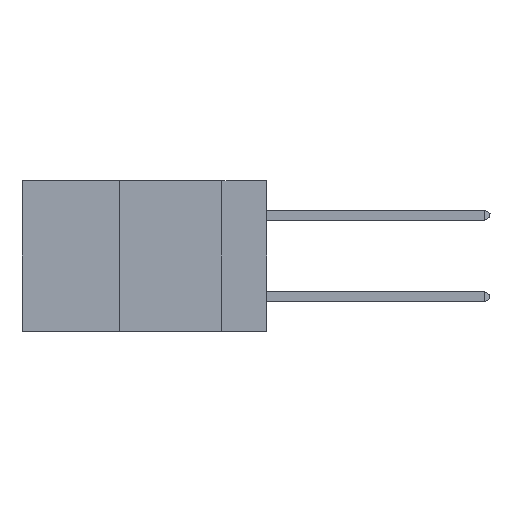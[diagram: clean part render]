
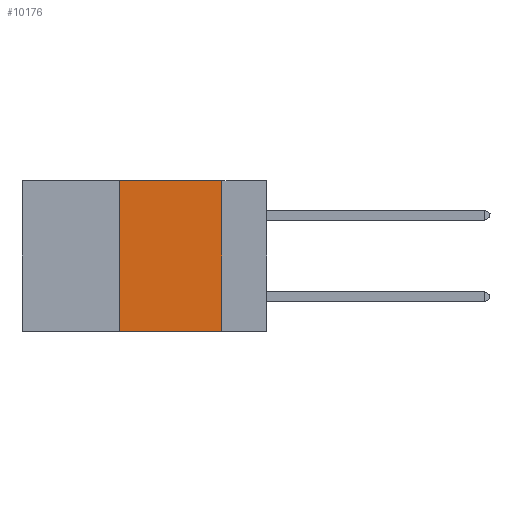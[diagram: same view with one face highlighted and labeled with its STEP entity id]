
A CAD part, left-side view. The second image highlights one B-rep face of the part: STEP entity #10176.
In plain terms, the highlighted planar face has unit normal (-1, 0, 0).
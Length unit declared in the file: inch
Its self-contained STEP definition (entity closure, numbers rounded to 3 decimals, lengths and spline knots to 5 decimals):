
#1241 = DIRECTION ( 'NONE',  ( 0., -1., 0. ) ) ;
#1267 = DIRECTION ( 'NONE',  ( 1., 0., 0. ) ) ;
#1380 = CARTESIAN_POINT ( 'NONE',  ( 0., 0.11, -0.37 ) ) ;
#3875 = VERTEX_POINT ( 'NONE', #41189 ) ;
#6345 = EDGE_CURVE ( 'NONE', #16755, #37225, #14896, .T. ) ;
#10176 = ADVANCED_FACE ( 'NONE', ( #19919 ), #33725, .F. ) ;
#11163 = EDGE_CURVE ( 'NONE', #3875, #32952, #24945, .T. ) ;
#11231 = EDGE_LOOP ( 'NONE', ( #27989, #26509, #31210, #25813 ) ) ;
#13557 = CARTESIAN_POINT ( 'NONE',  ( 0., 0.36, -0.37 ) ) ;
#14896 = LINE ( 'NONE', #34251, #17301 ) ;
#15989 = DIRECTION ( 'NONE',  ( 0., 0., 1. ) ) ;
#16363 = DIRECTION ( 'NONE',  ( 0., -1., 0. ) ) ;
#16755 = VERTEX_POINT ( 'NONE', #13557 ) ;
#17301 = VECTOR ( 'NONE', #16363, 39.37008 ) ;
#17317 = CARTESIAN_POINT ( 'NONE',  ( 0., 0.6, 0. ) ) ;
#19723 = EDGE_CURVE ( 'NONE', #16755, #3875, #34362, .T. ) ;
#19919 = FACE_OUTER_BOUND ( 'NONE', #11231, .T. ) ;
#21115 = CARTESIAN_POINT ( 'NONE',  ( 0., 0.6, 0. ) ) ;
#22417 = VECTOR ( 'NONE', #15989, 39.37008 ) ;
#23325 = DIRECTION ( 'NONE',  ( 0., 0., -1. ) ) ;
#24039 = CARTESIAN_POINT ( 'NONE',  ( 0., 0.36, 0. ) ) ;
#24945 = LINE ( 'NONE', #17317, #28403 ) ;
#25813 = ORIENTED_EDGE ( 'NONE', *, *, #6345, .T. ) ;
#26509 = ORIENTED_EDGE ( 'NONE', *, *, #11163, .F. ) ;
#27989 = ORIENTED_EDGE ( 'NONE', *, *, #34719, .F. ) ;
#28403 = VECTOR ( 'NONE', #1241, 39.37008 ) ;
#29705 = CARTESIAN_POINT ( 'NONE',  ( 0., 0.11, 0. ) ) ;
#31210 = ORIENTED_EDGE ( 'NONE', *, *, #19723, .F. ) ;
#32952 = VERTEX_POINT ( 'NONE', #29705 ) ;
#33668 = AXIS2_PLACEMENT_3D ( 'NONE', #21115, #1267, #23325 ) ;
#33725 = PLANE ( 'NONE',  #33668 ) ;
#34251 = CARTESIAN_POINT ( 'NONE',  ( 0., 0.6, -0.37 ) ) ;
#34362 = LINE ( 'NONE', #24039, #22417 ) ;
#34719 = EDGE_CURVE ( 'NONE', #32952, #37225, #35481, .T. ) ;
#35481 = LINE ( 'NONE', #36694, #40012 ) ;
#36694 = CARTESIAN_POINT ( 'NONE',  ( 0., 0.11, 0. ) ) ;
#37225 = VERTEX_POINT ( 'NONE', #1380 ) ;
#39510 = DIRECTION ( 'NONE',  ( 0., 0., -1. ) ) ;
#40012 = VECTOR ( 'NONE', #39510, 39.37008 ) ;
#41189 = CARTESIAN_POINT ( 'NONE',  ( 0., 0.36, 0. ) ) ;
